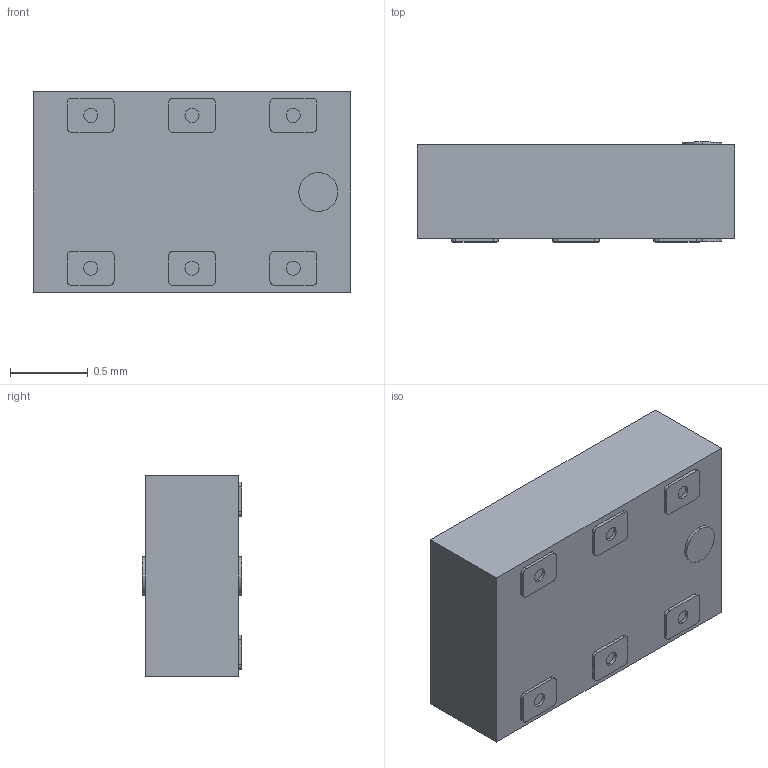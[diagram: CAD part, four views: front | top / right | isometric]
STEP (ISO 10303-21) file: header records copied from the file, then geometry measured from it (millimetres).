
FILE_DESCRIPTION (( 'STEP AP203' ), '1' );
FILE_NAME ('B0430J50100AHF.STEP', '2025-07-07T16:02:10', ( '' ), ( '' ), 'SwSTEP 2.0', 'SolidWorks 2023', '' );
FILE_SCHEMA (( 'CONFIG_CONTROL_DESIGN' ));
Length unit declared in the file: millimetre
Products named in the file (1): B0430J50100AHF
Bounding box: 2.04 x 0.64 x 1.29 mm (x, y, z)
Volume: 1.6 mm3; surface area: 9.4 mm2
Topology: 1 solids, 1 shells, 84 faces, 204 edges, 136 vertices
Faces by surface type: plane 44, cylinder 40
Entity records: 2565 total; most frequent: DIRECTION 454, CARTESIAN_POINT 425, ORIENTED_EDGE 408, EDGE_CURVE 204, AXIS2_PLACEMENT_3D 165, VERTEX_POINT 136, VECTOR 124, LINE 124
